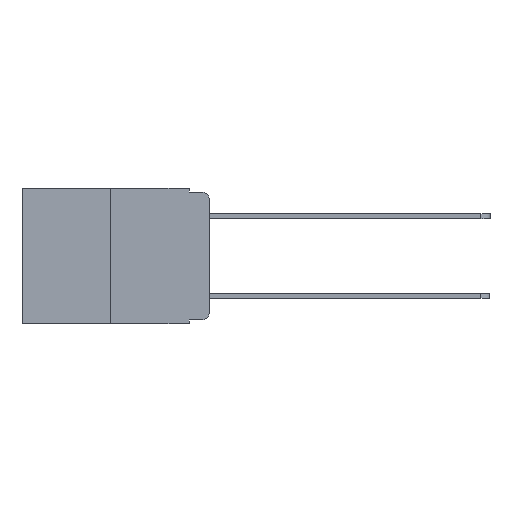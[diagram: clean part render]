
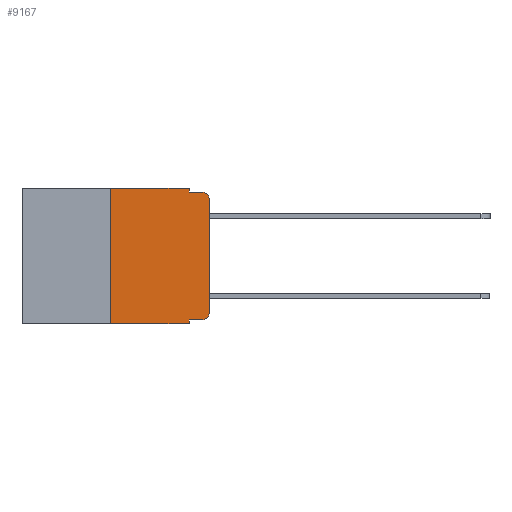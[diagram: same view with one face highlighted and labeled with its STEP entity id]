
A CAD part, left-side view. The second image highlights one B-rep face of the part: STEP entity #9167.
In plain terms, the highlighted planar face has unit normal (-1, 0, 0).
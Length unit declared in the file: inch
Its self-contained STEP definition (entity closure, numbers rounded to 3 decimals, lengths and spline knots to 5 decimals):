
#63 = CARTESIAN_POINT ( 'NONE',  ( 0., 0.473, 0. ) ) ;
#129 = VERTEX_POINT ( 'NONE', #1905 ) ;
#192 = AXIS2_PLACEMENT_3D ( 'NONE', #2685, #11109, #4005 ) ;
#602 = CARTESIAN_POINT ( 'NONE',  ( 0., 0.051, -0.01 ) ) ;
#688 = VERTEX_POINT ( 'NONE', #14627 ) ;
#827 = CARTESIAN_POINT ( 'NONE',  ( 0., 0.473, 0. ) ) ;
#932 = LINE ( 'NONE', #2475, #4455 ) ;
#959 = CARTESIAN_POINT ( 'NONE',  ( 0., 0.051, -0.333 ) ) ;
#1082 = VECTOR ( 'NONE', #9241, 39.37008 ) ;
#1142 = VERTEX_POINT ( 'NONE', #7672 ) ;
#1440 = DIRECTION ( 'NONE',  ( 0., 0., -1. ) ) ;
#1905 = CARTESIAN_POINT ( 'NONE',  ( 0., 0., -0.03 ) ) ;
#2301 = VERTEX_POINT ( 'NONE', #6696 ) ;
#2438 = LINE ( 'NONE', #14010, #14408 ) ;
#2467 = ORIENTED_EDGE ( 'NONE', *, *, #9375, .T. ) ;
#2475 = CARTESIAN_POINT ( 'NONE',  ( 0., 0.051, 0. ) ) ;
#2615 = ORIENTED_EDGE ( 'NONE', *, *, #10376, .T. ) ;
#2674 = ORIENTED_EDGE ( 'NONE', *, *, #11234, .F. ) ;
#2685 = CARTESIAN_POINT ( 'NONE',  ( 0., 0.02, -0.03 ) ) ;
#2743 = ORIENTED_EDGE ( 'NONE', *, *, #11554, .F. ) ;
#2772 = ORIENTED_EDGE ( 'NONE', *, *, #9600, .F. ) ;
#2864 = ORIENTED_EDGE ( 'NONE', *, *, #11672, .F. ) ;
#2901 = ORIENTED_EDGE ( 'NONE', *, *, #5735, .T. ) ;
#2913 = ORIENTED_EDGE ( 'NONE', *, *, #6502, .F. ) ;
#3032 = DIRECTION ( 'NONE',  ( 0., 0., 1. ) ) ;
#3043 = ORIENTED_EDGE ( 'NONE', *, *, #5129, .T. ) ;
#3239 = ORIENTED_EDGE ( 'NONE', *, *, #5964, .T. ) ;
#4005 = DIRECTION ( 'NONE',  ( 0., 0., -1. ) ) ;
#4455 = VECTOR ( 'NONE', #14437, 39.37008 ) ;
#5060 = CARTESIAN_POINT ( 'NONE',  ( 0., 0.02, -0.313 ) ) ;
#5129 = EDGE_CURVE ( 'NONE', #5874, #13157, #6367, .T. ) ;
#5735 = EDGE_CURVE ( 'NONE', #1142, #2301, #14243, .T. ) ;
#5751 = VECTOR ( 'NONE', #3032, 39.37008 ) ;
#5874 = VERTEX_POINT ( 'NONE', #959 ) ;
#5893 = CARTESIAN_POINT ( 'NONE',  ( 0., 0.02, -0.333 ) ) ;
#5964 = EDGE_CURVE ( 'NONE', #13157, #12187, #8599, .T. ) ;
#6227 = DIRECTION ( 'NONE',  ( 0., 0., -1. ) ) ;
#6367 = LINE ( 'NONE', #7688, #12251 ) ;
#6445 = FACE_OUTER_BOUND ( 'NONE', #11239, .T. ) ;
#6502 = EDGE_CURVE ( 'NONE', #5874, #2301, #2438, .T. ) ;
#6696 = CARTESIAN_POINT ( 'NONE',  ( 0., 0.051, -0.343 ) ) ;
#6863 = CARTESIAN_POINT ( 'NONE',  ( 0., 0.051, 0. ) ) ;
#6923 = AXIS2_PLACEMENT_3D ( 'NONE', #5060, #13290, #6227 ) ;
#7283 = DIRECTION ( 'NONE',  ( 0., -1., 0. ) ) ;
#7433 = LINE ( 'NONE', #602, #13654 ) ;
#7672 = CARTESIAN_POINT ( 'NONE',  ( 0., 0.25, -0.343 ) ) ;
#7688 = CARTESIAN_POINT ( 'NONE',  ( 0., 0.051, -0.333 ) ) ;
#7757 = LINE ( 'NONE', #11532, #1082 ) ;
#7829 = VERTEX_POINT ( 'NONE', #6863 ) ;
#7887 = CARTESIAN_POINT ( 'NONE',  ( 0., 0.25, 0. ) ) ;
#8060 = VECTOR ( 'NONE', #11746, 39.37008 ) ;
#8292 = VERTEX_POINT ( 'NONE', #14977 ) ;
#8599 = CIRCLE ( 'NONE', #6923, 0.02 ) ;
#8842 = PLANE ( 'NONE',  #12967 ) ;
#8888 = DIRECTION ( 'NONE',  ( 1., 0., 0. ) ) ;
#8906 = LINE ( 'NONE', #7887, #5751 ) ;
#9167 = ADVANCED_FACE ( 'NONE', ( #6445 ), #8842, .F. ) ;
#9241 = DIRECTION ( 'NONE',  ( 0., 0., 1. ) ) ;
#9303 = DIRECTION ( 'NONE',  ( 0., -1., 0. ) ) ;
#9375 = EDGE_CURVE ( 'NONE', #12187, #129, #7757, .T. ) ;
#9600 = EDGE_CURVE ( 'NONE', #8292, #7829, #14514, .T. ) ;
#10376 = EDGE_CURVE ( 'NONE', #129, #14031, #10606, .T. ) ;
#10597 = CARTESIAN_POINT ( 'NONE',  ( 0., 0.473, -0.343 ) ) ;
#10606 = CIRCLE ( 'NONE', #192, 0.02 ) ;
#10631 = DIRECTION ( 'NONE',  ( 0., -1., 0. ) ) ;
#11109 = DIRECTION ( 'NONE',  ( -1., 0., 0. ) ) ;
#11234 = EDGE_CURVE ( 'NONE', #688, #14031, #7433, .T. ) ;
#11239 = EDGE_LOOP ( 'NONE', ( #2467, #2615, #2674, #2743, #2772, #2864, #2901, #2913, #3043, #3239 ) ) ;
#11532 = CARTESIAN_POINT ( 'NONE',  ( 0., 0., 0. ) ) ;
#11554 = EDGE_CURVE ( 'NONE', #7829, #688, #932, .T. ) ;
#11640 = CARTESIAN_POINT ( 'NONE',  ( 0., 0.02, -0.01 ) ) ;
#11672 = EDGE_CURVE ( 'NONE', #1142, #8292, #8906, .T. ) ;
#11746 = DIRECTION ( 'NONE',  ( 0., -1., 0. ) ) ;
#11773 = VECTOR ( 'NONE', #10631, 39.37008 ) ;
#12187 = VERTEX_POINT ( 'NONE', #13302 ) ;
#12251 = VECTOR ( 'NONE', #7283, 39.37008 ) ;
#12967 = AXIS2_PLACEMENT_3D ( 'NONE', #63, #8888, #1440 ) ;
#13157 = VERTEX_POINT ( 'NONE', #5893 ) ;
#13290 = DIRECTION ( 'NONE',  ( -1., 0., 0. ) ) ;
#13302 = CARTESIAN_POINT ( 'NONE',  ( 0., 0., -0.313 ) ) ;
#13654 = VECTOR ( 'NONE', #9303, 39.37008 ) ;
#14010 = CARTESIAN_POINT ( 'NONE',  ( 0., 0.051, 0. ) ) ;
#14031 = VERTEX_POINT ( 'NONE', #11640 ) ;
#14243 = LINE ( 'NONE', #10597, #8060 ) ;
#14408 = VECTOR ( 'NONE', #15254, 39.37008 ) ;
#14437 = DIRECTION ( 'NONE',  ( 0., 0., -1. ) ) ;
#14514 = LINE ( 'NONE', #827, #11773 ) ;
#14627 = CARTESIAN_POINT ( 'NONE',  ( 0., 0.051, -0.01 ) ) ;
#14977 = CARTESIAN_POINT ( 'NONE',  ( 0., 0.25, 0. ) ) ;
#15254 = DIRECTION ( 'NONE',  ( 0., 0., -1. ) ) ;
